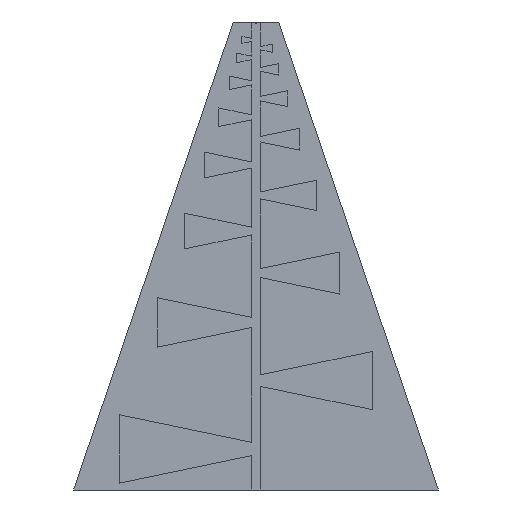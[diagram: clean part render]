
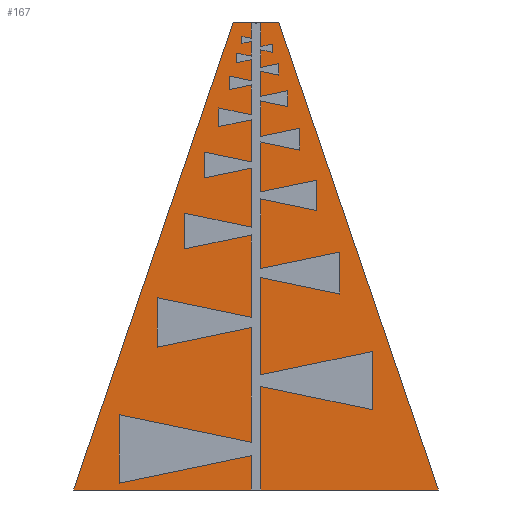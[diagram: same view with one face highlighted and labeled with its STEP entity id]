
A CAD part, front view. The second image highlights one B-rep face of the part: STEP entity #167.
In plain terms, the highlighted planar face has unit normal (0, -1, 0).
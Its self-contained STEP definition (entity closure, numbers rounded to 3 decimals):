
#167=ADVANCED_FACE('',(#412),#413,.T.);
#412=FACE_OUTER_BOUND('',#1164,.T.);
#413=PLANE('',#1165);
#1164=EDGE_LOOP('',(#2680,#2681,#2682,#2683,#2684,#2685,#2686));
#1165=AXIS2_PLACEMENT_3D('',#2687,#2688,#2689);
#2680=ORIENTED_EDGE('',*,*,#3653,.T.);
#2681=ORIENTED_EDGE('',*,*,#3650,.T.);
#2682=ORIENTED_EDGE('',*,*,#3655,.F.);
#2683=ORIENTED_EDGE('',*,*,#3656,.F.);
#2684=ORIENTED_EDGE('',*,*,#3657,.F.);
#2685=ORIENTED_EDGE('',*,*,#3658,.F.);
#2686=ORIENTED_EDGE('',*,*,#3659,.F.);
#2687=CARTESIAN_POINT('',(80.0,-1.535,0.));
#2688=DIRECTION('',(0.0,-1.0,0.));
#2689=DIRECTION('',(1.0,0.0,0.0));
#3650=EDGE_CURVE('',#4259,#4257,#4260,.T.);
#3653=EDGE_CURVE('',#4264,#4259,#4265,.T.);
#3655=EDGE_CURVE('',#4267,#4257,#4268,.T.);
#3656=EDGE_CURVE('',#4269,#4267,#4270,.T.);
#3657=EDGE_CURVE('',#4271,#4269,#4272,.T.);
#3658=EDGE_CURVE('',#4273,#4271,#4274,.T.);
#3659=EDGE_CURVE('',#4264,#4273,#4275,.T.);
#4257=VERTEX_POINT('',#5248);
#4259=VERTEX_POINT('',#5255);
#4260=B_SPLINE_CURVE_WITH_KNOTS('',3,(#5256,#5257,#5258,#5259,#5260,#5261,#5262,#5263,#5264,#5265,#5266,#5267,#5268,#5269,#5270,#5271,#5272,#5273,#5274,#5275),.UNSPECIFIED.,.F.,.F.,(4,2,2,2,2,2,2,2,2,4),(0.0,0.1,0.2,0.3,0.4,0.499,0.598,0.698,0.779,0.86),.UNSPECIFIED.);
#4264=VERTEX_POINT('',#5316);
#4265=B_SPLINE_CURVE_WITH_KNOTS('',3,(#5317,#5318,#5319,#5320,#5321,#5322,#5323,#5324,#5325,#5326,#5327,#5328,#5329,#5330,#5331,#5332,#5333,#5334,#5335,#5336),.UNSPECIFIED.,.F.,.F.,(4,2,2,2,2,2,2,2,2,4),(0.0,0.1,0.2,0.3,0.4,0.499,0.598,0.698,0.779,0.86),.UNSPECIFIED.);
#4267=VERTEX_POINT('',#5343);
#4268=LINE('',#5344,#5345);
#4269=VERTEX_POINT('',#5346);
#4270=LINE('',#5347,#5348);
#4271=VERTEX_POINT('',#5349);
#4272=LINE('',#5350,#5351);
#4273=VERTEX_POINT('',#5352);
#4274=LINE('',#5353,#5354);
#4275=LINE('',#5355,#5356);
#5248=CARTESIAN_POINT('',(-0.254,-1.535,205.0));
#5255=CARTESIAN_POINT('',(0.,-1.535,204.767));
#5256=CARTESIAN_POINT('',(0.254,-1.535,205.05));
#5257=CARTESIAN_POINT('',(0.257,-1.535,205.017));
#5258=CARTESIAN_POINT('',(0.254,-1.535,204.983));
#5259=CARTESIAN_POINT('',(0.236,-1.535,204.919));
#5260=CARTESIAN_POINT('',(0.22,-1.535,204.889));
#5261=CARTESIAN_POINT('',(0.179,-1.535,204.837));
#5262=CARTESIAN_POINT('',(0.153,-1.535,204.815));
#5263=CARTESIAN_POINT('',(0.095,-1.535,204.783));
#5264=CARTESIAN_POINT('',(0.063,-1.535,204.772));
#5265=CARTESIAN_POINT('',(-0.003,-1.535,204.765));
#5266=CARTESIAN_POINT('',(-0.036,-1.535,204.767));
#5267=CARTESIAN_POINT('',(-0.1,-1.535,204.785));
#5268=CARTESIAN_POINT('',(-0.13,-1.535,204.8));
#5269=CARTESIAN_POINT('',(-0.182,-1.535,204.84));
#5270=CARTESIAN_POINT('',(-0.204,-1.535,204.866));
#5271=CARTESIAN_POINT('',(-0.234,-1.535,204.918));
#5272=CARTESIAN_POINT('',(-0.244,-1.535,204.943));
#5273=CARTESIAN_POINT('',(-0.255,-1.535,204.996));
#5274=CARTESIAN_POINT('',(-0.256,-1.535,205.023));
#5275=CARTESIAN_POINT('',(-0.254,-1.535,205.05));
#5316=CARTESIAN_POINT('',(0.254,-1.535,205.0));
#5317=CARTESIAN_POINT('',(0.254,-1.535,205.05));
#5318=CARTESIAN_POINT('',(0.257,-1.535,205.017));
#5319=CARTESIAN_POINT('',(0.254,-1.535,204.983));
#5320=CARTESIAN_POINT('',(0.236,-1.535,204.919));
#5321=CARTESIAN_POINT('',(0.22,-1.535,204.889));
#5322=CARTESIAN_POINT('',(0.179,-1.535,204.837));
#5323=CARTESIAN_POINT('',(0.153,-1.535,204.815));
#5324=CARTESIAN_POINT('',(0.095,-1.535,204.783));
#5325=CARTESIAN_POINT('',(0.063,-1.535,204.772));
#5326=CARTESIAN_POINT('',(-0.003,-1.535,204.765));
#5327=CARTESIAN_POINT('',(-0.036,-1.535,204.767));
#5328=CARTESIAN_POINT('',(-0.1,-1.535,204.785));
#5329=CARTESIAN_POINT('',(-0.13,-1.535,204.8));
#5330=CARTESIAN_POINT('',(-0.182,-1.535,204.84));
#5331=CARTESIAN_POINT('',(-0.204,-1.535,204.866));
#5332=CARTESIAN_POINT('',(-0.234,-1.535,204.918));
#5333=CARTESIAN_POINT('',(-0.244,-1.535,204.943));
#5334=CARTESIAN_POINT('',(-0.255,-1.535,204.996));
#5335=CARTESIAN_POINT('',(-0.256,-1.535,205.023));
#5336=CARTESIAN_POINT('',(-0.254,-1.535,205.05));
#5343=CARTESIAN_POINT('',(-10.0,-1.535,205.0));
#5344=CARTESIAN_POINT('',(10.0,-1.535,205.0));
#5345=VECTOR('',#6381,1.0);
#5346=CARTESIAN_POINT('',(-80.0,-1.535,0.));
#5347=CARTESIAN_POINT('',(-10.0,-1.535,205.0));
#5348=VECTOR('',#6382,1.0);
#5349=CARTESIAN_POINT('',(80.0,-1.535,0.));
#5350=CARTESIAN_POINT('',(-80.0,-1.535,0.));
#5351=VECTOR('',#6383,1.0);
#5352=CARTESIAN_POINT('',(10.0,-1.535,205.0));
#5353=CARTESIAN_POINT('',(80.0,-1.535,0.));
#5354=VECTOR('',#6384,1.0);
#5355=CARTESIAN_POINT('',(10.0,-1.535,205.0));
#5356=VECTOR('',#6385,1.0);
#6381=DIRECTION('',(1.0,0.0,0.0));
#6382=DIRECTION('',(0.323,0.,0.946));
#6383=DIRECTION('',(-1.0,0.0,-0.0));
#6384=DIRECTION('',(0.323,0.,-0.946));
#6385=DIRECTION('',(1.0,0.0,0.0));
